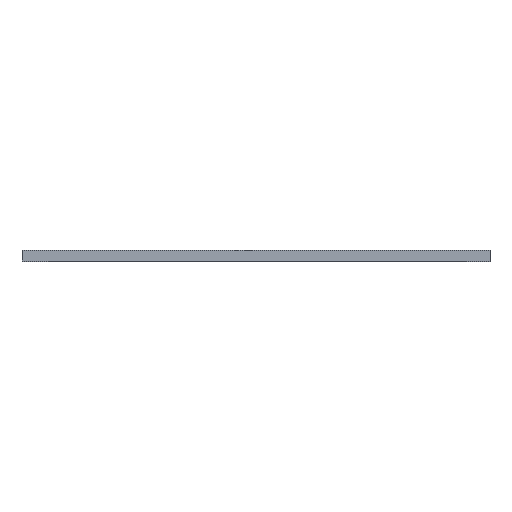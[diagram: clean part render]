
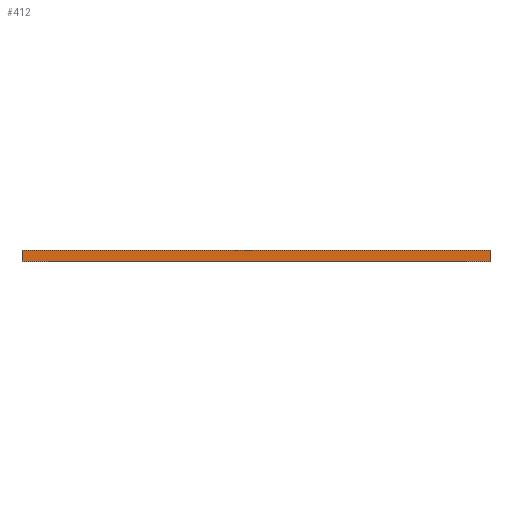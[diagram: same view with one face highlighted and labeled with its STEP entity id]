
A CAD part, top view. The second image highlights one B-rep face of the part: STEP entity #412.
In plain terms, the highlighted planar face has unit normal (0, 0, 1).
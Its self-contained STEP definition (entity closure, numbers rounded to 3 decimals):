
#4 = VERTEX_POINT ( 'NONE', #70 ) ;
#70 = CARTESIAN_POINT ( 'NONE',  ( -64., 3., 58. ) ) ;
#72 = ORIENTED_EDGE ( 'NONE', *, *, #965, .F. ) ;
#88 = LINE ( 'NONE', #741, #312 ) ;
#106 = ORIENTED_EDGE ( 'NONE', *, *, #394, .T. ) ;
#127 = CARTESIAN_POINT ( 'NONE',  ( -64., 0., 58. ) ) ;
#162 = ORIENTED_EDGE ( 'NONE', *, *, #1108, .F. ) ;
#187 = LINE ( 'NONE', #284, #904 ) ;
#195 = AXIS2_PLACEMENT_3D ( 'NONE', #818, #703, #1179 ) ;
#258 = FACE_OUTER_BOUND ( 'NONE', #1199, .T. ) ;
#284 = CARTESIAN_POINT ( 'NONE',  ( 0., 3., 58. ) ) ;
#312 = VECTOR ( 'NONE', #1145, 1000. ) ;
#375 = LINE ( 'NONE', #918, #938 ) ;
#394 = EDGE_CURVE ( 'NONE', #4, #640, #375, .T. ) ;
#405 = LINE ( 'NONE', #601, #739 ) ;
#412 = ADVANCED_FACE ( 'NONE', ( #258 ), #899, .T. ) ;
#504 = CARTESIAN_POINT ( 'NONE',  ( 64., 3., 58. ) ) ;
#601 = CARTESIAN_POINT ( 'NONE',  ( 64., 3., 58. ) ) ;
#640 = VERTEX_POINT ( 'NONE', #127 ) ;
#672 = CARTESIAN_POINT ( 'NONE',  ( 64., 0., 58. ) ) ;
#703 = DIRECTION ( 'NONE',  ( 0., 0., 1. ) ) ;
#739 = VECTOR ( 'NONE', #974, 1000. ) ;
#741 = CARTESIAN_POINT ( 'NONE',  ( 0., 0., 58. ) ) ;
#818 = CARTESIAN_POINT ( 'NONE',  ( 0., 3., 58. ) ) ;
#826 = DIRECTION ( 'NONE',  ( 0., -1., 0. ) ) ;
#899 = PLANE ( 'NONE',  #195 ) ;
#904 = VECTOR ( 'NONE', #1141, 1000. ) ;
#910 = ORIENTED_EDGE ( 'NONE', *, *, #987, .T. ) ;
#918 = CARTESIAN_POINT ( 'NONE',  ( -64., 3., 58. ) ) ;
#938 = VECTOR ( 'NONE', #826, 1000. ) ;
#965 = EDGE_CURVE ( 'NONE', #1027, #640, #88, .T. ) ;
#974 = DIRECTION ( 'NONE',  ( 0., -1., 0. ) ) ;
#987 = EDGE_CURVE ( 'NONE', #1124, #4, #187, .T. ) ;
#1027 = VERTEX_POINT ( 'NONE', #672 ) ;
#1108 = EDGE_CURVE ( 'NONE', #1124, #1027, #405, .T. ) ;
#1124 = VERTEX_POINT ( 'NONE', #504 ) ;
#1141 = DIRECTION ( 'NONE',  ( -1., 0., 0. ) ) ;
#1145 = DIRECTION ( 'NONE',  ( -1., 0., 0. ) ) ;
#1179 = DIRECTION ( 'NONE',  ( 1., 0., 0. ) ) ;
#1199 = EDGE_LOOP ( 'NONE', ( #72, #162, #910, #106 ) ) ;
